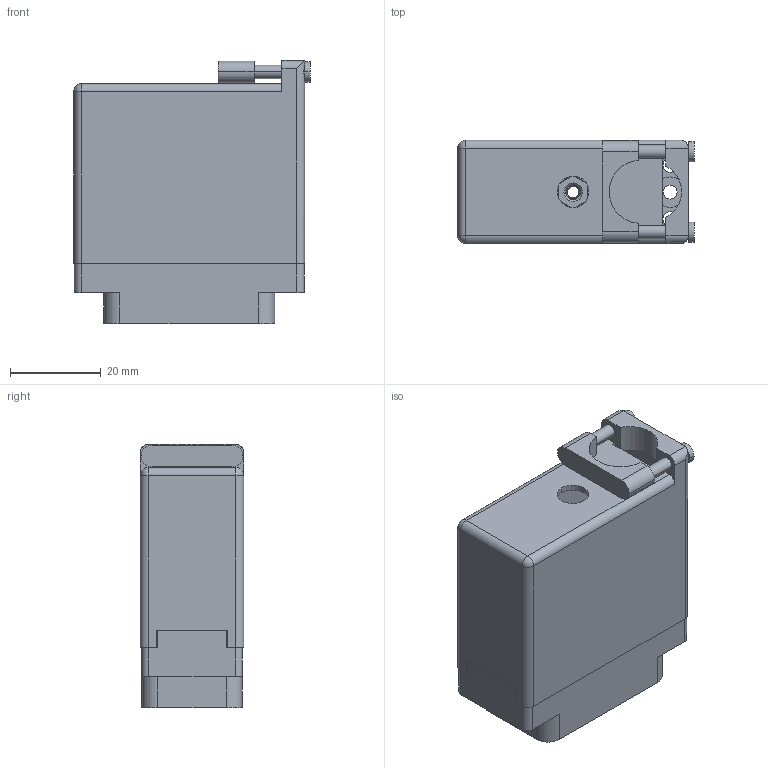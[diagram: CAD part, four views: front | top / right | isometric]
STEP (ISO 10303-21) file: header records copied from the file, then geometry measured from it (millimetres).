
FILE_DESCRIPTION (( 'STEP AP203' ), '1' );
FILE_NAME ('516-038-000-566.STEP', '2020-03-09T19:08:41', ( '' ), ( '' ), 'SwSTEP 2.0', 'SolidWorks 2016', '' );
FILE_SCHEMA (( 'CONFIG_CONTROL_DESIGN' ));
Length unit declared in the file: inch
Products named in the file (4): 516-230-001_Metal - 038 Top Entry; 516-252-035-100_516-252-035-100; 516-038-000-566; 516 Plug Insulator_038
Assembly tree (3 placements, depth 2):
  516-038-000-566
    516 Plug Insulator_038
    516-230-001_Metal - 038 Top Entry
    516-252-035-100_516-252-035-100
Bounding box: 52.27 x 22.83 x 58.12 mm (x, y, z)
Volume: 17829 mm3; surface area: 25930.5 mm2
Topology: 3 solids, 3 shells, 1002 faces, 2914 edges, 1934 vertices
Faces by surface type: plane 685, cylinder 297, cone 12, bspline 6, sphere 2
Entity records: 36000 total; most frequent: CARTESIAN_POINT 8342, ORIENTED_EDGE 5824, DIRECTION 5594, EDGE_CURVE 2912, VECTOR 2122, LINE 2122, VERTEX_POINT 1934, AXIS2_PLACEMENT_3D 1736
